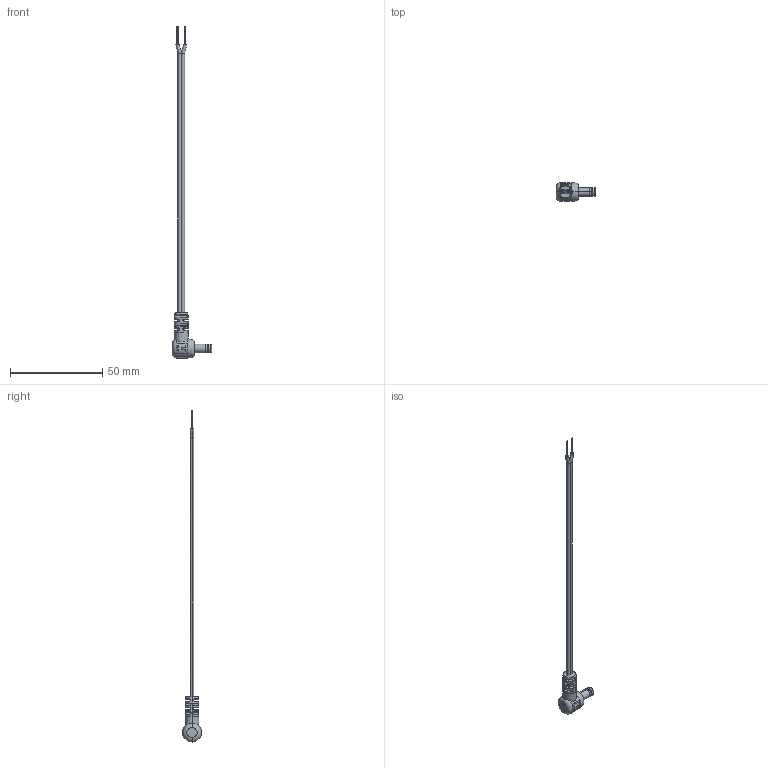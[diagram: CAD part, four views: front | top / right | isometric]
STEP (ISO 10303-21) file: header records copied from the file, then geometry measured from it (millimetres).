
FILE_DESCRIPTION (( 'STEP AP203' ), '1' );
FILE_NAME ('10-01071.step', '2016-09-15T23:41:29', ( '' ), ( '' ), 'SwSTEP 2.0', 'SolidWorks 2015', '' );
FILE_SCHEMA (( 'CONFIG_CONTROL_DESIGN' ));
Length unit declared in the file: millimetre
Products named in the file (7): 50-00135 insulator; 50-00135 contact; 24-00008; 10-01071; 50-00135; 30-00003_stripped and tinned; 50-00135 shell
Assembly tree (6 placements, depth 3):
  10-01071
    30-00003_stripped and tinned
    24-00008
    50-00135
      50-00135 contact
      50-00135 insulator
      50-00135 shell
Bounding box: 21.36 x 10.24 x 180.06 mm (x, y, z)
Volume: 2333.3 mm3; surface area: 7512.8 mm2
Topology: 61 solids, 61 shells, 633 faces, 1395 edges, 905 vertices
Faces by surface type: plane 288, cylinder 219, bspline 62, torus 36, cone 28
Entity records: 21214 total; most frequent: CARTESIAN_POINT 6427, DIRECTION 3009, ORIENTED_EDGE 2790, EDGE_CURVE 1395, AXIS2_PLACEMENT_3D 1204, VERTEX_POINT 905, EDGE_LOOP 704, FACE_OUTER_BOUND 633
